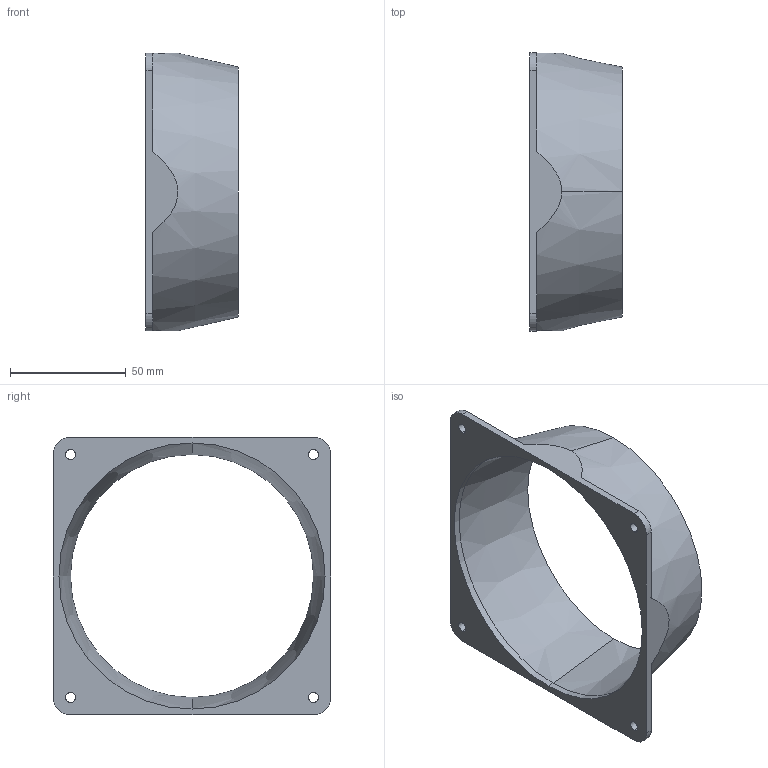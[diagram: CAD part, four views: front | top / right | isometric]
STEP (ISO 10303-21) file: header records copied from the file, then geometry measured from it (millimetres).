
FILE_DESCRIPTION (( 'STEP AP214' ), '1' );
FILE_NAME ('Air Guide.STEP', '2023-02-26T21:00:03', ( '' ), ( '' ), 'SwSTEP 2.0', 'SolidWorks 2010', '' );
FILE_SCHEMA (( 'AUTOMOTIVE_DESIGN' ));
Length unit declared in the file: millimetre
Products named in the file (1): Air Guide
Bounding box: 40 x 120 x 120 mm (x, y, z)
Volume: 53945.5 mm3; surface area: 36074.2 mm2
Topology: 1 solids, 1 shells, 28 faces, 76 edges, 50 vertices
Faces by surface type: cylinder 14, plane 10, cone 4
Entity records: 1092 total; most frequent: CARTESIAN_POINT 305, DIRECTION 164, ORIENTED_EDGE 152, EDGE_CURVE 76, AXIS2_PLACEMENT_3D 65, VERTEX_POINT 50, EDGE_LOOP 38, CIRCLE 36
